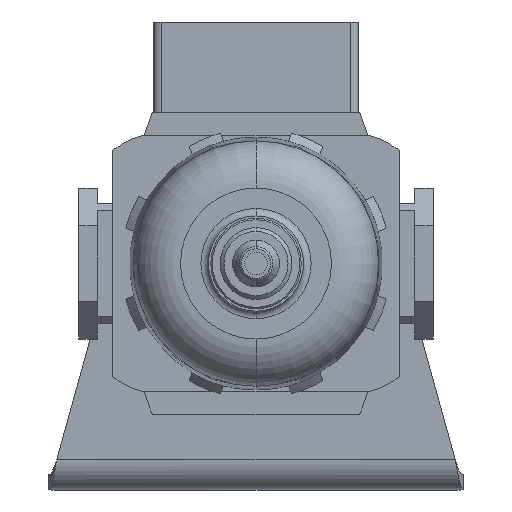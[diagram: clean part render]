
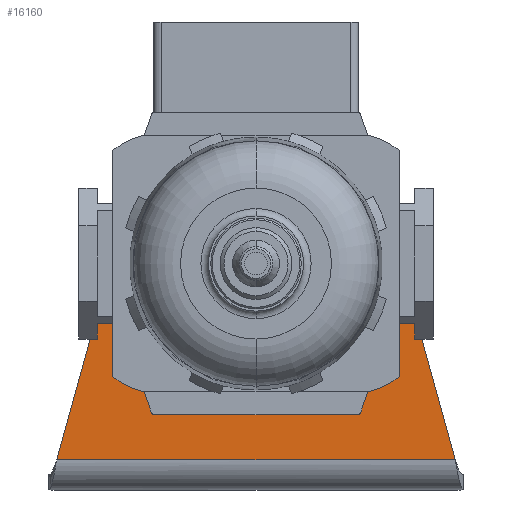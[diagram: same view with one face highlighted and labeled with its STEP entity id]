
A CAD part, front view. The second image highlights one B-rep face of the part: STEP entity #16160.
In plain terms, the highlighted planar face has unit normal (0, -1, 0).
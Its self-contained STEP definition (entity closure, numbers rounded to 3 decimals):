
#323 = AXIS2_PLACEMENT_3D ( 'NONE', #13261, #5662, #14538 ) ;
#441 = DIRECTION ( 'NONE',  ( -1., 0., 0. ) ) ;
#458 = CARTESIAN_POINT ( 'NONE',  ( -27.5, 30., -30. ) ) ;
#708 = CARTESIAN_POINT ( 'NONE',  ( 15., 30., 0. ) ) ;
#849 = FACE_OUTER_BOUND ( 'NONE', #3206, .T. ) ;
#906 = DIRECTION ( 'NONE',  ( -1., 0., 0. ) ) ;
#1113 = CIRCLE ( 'NONE', #2056, 15. ) ;
#1214 = VECTOR ( 'NONE', #7550, 1000. ) ;
#2056 = AXIS2_PLACEMENT_3D ( 'NONE', #16125, #8520, #906 ) ;
#2083 = AXIS2_PLACEMENT_3D ( 'NONE', #11414, #3806, #12696 ) ;
#2188 = CARTESIAN_POINT ( 'NONE',  ( 17.83, 30., 4.935 ) ) ;
#3206 = EDGE_LOOP ( 'NONE', ( #11435, #3636, #6553, #16159 ) ) ;
#3436 = FACE_BOUND ( 'NONE', #9167, .T. ) ;
#3636 = ORIENTED_EDGE ( 'NONE', *, *, #6029, .F. ) ;
#3806 = DIRECTION ( 'NONE',  ( 0., 1., 0. ) ) ;
#4239 = DIRECTION ( 'NONE',  ( 0., 1., 0. ) ) ;
#4390 = VECTOR ( 'NONE', #16191, 1000. ) ;
#4541 = VERTEX_POINT ( 'NONE', #13143 ) ;
#4728 = CARTESIAN_POINT ( 'NONE',  ( -15., 30., 0. ) ) ;
#4795 = CARTESIAN_POINT ( 'NONE',  ( 17.83, 30., 4.935 ) ) ;
#4923 = CARTESIAN_POINT ( 'NONE',  ( -26.393, 30., -26. ) ) ;
#5577 = ORIENTED_EDGE ( 'NONE', *, *, #10727, .T. ) ;
#5662 = DIRECTION ( 'NONE',  ( 0., 1., 0. ) ) ;
#5707 = EDGE_CURVE ( 'NONE', #5881, #5937, #15743, .T. ) ;
#5881 = VERTEX_POINT ( 'NONE', #4728 ) ;
#5937 = VERTEX_POINT ( 'NONE', #708 ) ;
#6029 = EDGE_CURVE ( 'NONE', #7554, #14687, #11131, .T. ) ;
#6132 = VERTEX_POINT ( 'NONE', #4923 ) ;
#6354 = EDGE_CURVE ( 'NONE', #6132, #4541, #9334, .T. ) ;
#6553 = ORIENTED_EDGE ( 'NONE', *, *, #12671, .F. ) ;
#7550 = DIRECTION ( 'NONE',  ( 1., 0., 0. ) ) ;
#7554 = VERTEX_POINT ( 'NONE', #4795 ) ;
#8520 = DIRECTION ( 'NONE',  ( 0., 1., 0. ) ) ;
#9167 = EDGE_LOOP ( 'NONE', ( #9302, #5577 ) ) ;
#9302 = ORIENTED_EDGE ( 'NONE', *, *, #5707, .T. ) ;
#9334 = LINE ( 'NONE', #458, #9736 ) ;
#9736 = VECTOR ( 'NONE', #11852, 1000. ) ;
#10727 = EDGE_CURVE ( 'NONE', #5937, #5881, #1113, .T. ) ;
#11131 = LINE ( 'NONE', #2188, #4390 ) ;
#11320 = CARTESIAN_POINT ( 'NONE',  ( -27.5, 30., -26. ) ) ;
#11414 = CARTESIAN_POINT ( 'NONE',  ( 0., 30., 0. ) ) ;
#11435 = ORIENTED_EDGE ( 'NONE', *, *, #16481, .T. ) ;
#11852 = DIRECTION ( 'NONE',  ( 0.267, 0., 0.964 ) ) ;
#12646 = CIRCLE ( 'NONE', #2083, 18.5 ) ;
#12671 = EDGE_CURVE ( 'NONE', #4541, #7554, #12646, .T. ) ;
#12696 = DIRECTION ( 'NONE',  ( -1., 0., 0. ) ) ;
#13143 = CARTESIAN_POINT ( 'NONE',  ( -17.83, 30., 4.935 ) ) ;
#13261 = CARTESIAN_POINT ( 'NONE',  ( 0., 30., 0. ) ) ;
#14381 = CARTESIAN_POINT ( 'NONE',  ( 0., 30., 0. ) ) ;
#14398 = AXIS2_PLACEMENT_3D ( 'NONE', #14381, #4239, #441 ) ;
#14538 = DIRECTION ( 'NONE',  ( -1., 0., 0. ) ) ;
#14687 = VERTEX_POINT ( 'NONE', #16064 ) ;
#14743 = LINE ( 'NONE', #11320, #1214 ) ;
#15669 = PLANE ( 'NONE',  #14398 ) ;
#15743 = CIRCLE ( 'NONE', #323, 15. ) ;
#16064 = CARTESIAN_POINT ( 'NONE',  ( 26.393, 30., -26. ) ) ;
#16125 = CARTESIAN_POINT ( 'NONE',  ( 0., 30., 0. ) ) ;
#16159 = ORIENTED_EDGE ( 'NONE', *, *, #6354, .F. ) ;
#16160 = ADVANCED_FACE ( 'NONE', ( #3436, #849 ), #15669, .F. ) ;
#16191 = DIRECTION ( 'NONE',  ( 0.267, 0., -0.964 ) ) ;
#16481 = EDGE_CURVE ( 'NONE', #6132, #14687, #14743, .T. ) ;
